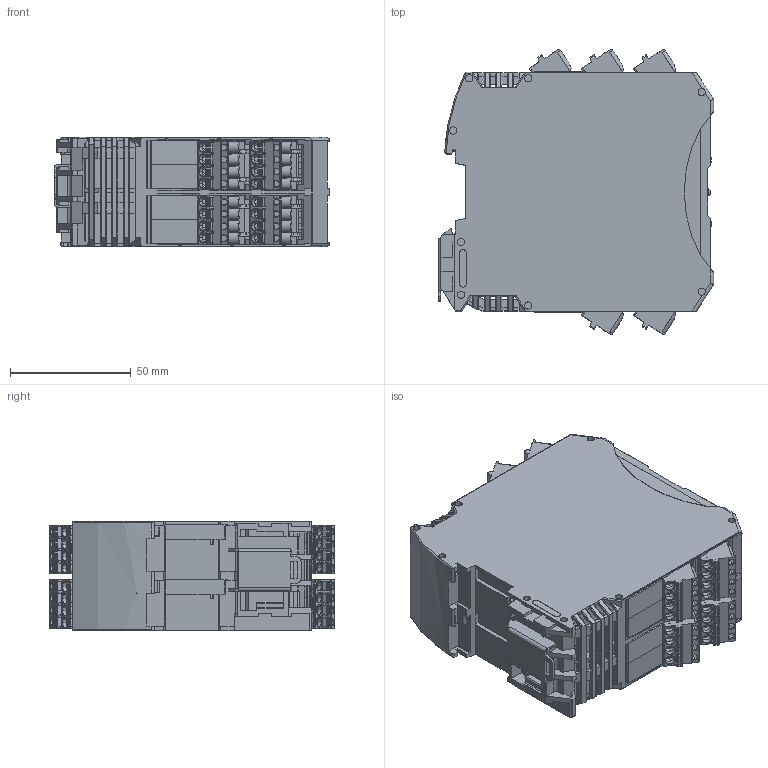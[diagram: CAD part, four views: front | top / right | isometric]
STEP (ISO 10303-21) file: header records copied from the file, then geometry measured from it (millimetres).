
FILE_DESCRIPTION((''),'2;1');
FILE_NAME('CAD-6816_SW0005','2020-02-12T14:13:47',('creinig-se'),(''),'CREO PARAMETRIC BY PTC INC, 2019292','CREO PARAMETRIC BY PTC INC, 2019292','');
FILE_SCHEMA(('CONFIG_CONTROL_DESIGN','SHAPE_APPEARANCE_LAYERS_GROUPS'));
Length unit declared in the file: millimetre
Products named in the file (1): CAD-6816_SW0005
Bounding box: 113.95 x 118.17 x 45.2 mm (x, y, z)
Volume: 415663.6 mm3; surface area: 98892.5 mm2
Topology: 2 solids, 2 shells, 6587 faces, 18818 edges, 12203 vertices
Faces by surface type: plane 4260, cylinder 1562, cone 360, bspline 294, torus 82, sphere 29
Entity records: 297255 total; most frequent: CARTESIAN_POINT 81716, ORIENTED_EDGE 37630, DIRECTION 33331, EDGE_CURVE 18815, VECTOR 13271, LINE 13271, VERTEX_POINT 12197, AXIS2_PLACEMENT_3D 10030
